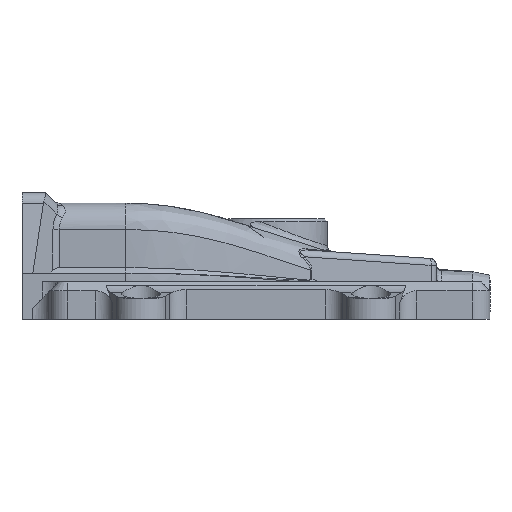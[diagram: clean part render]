
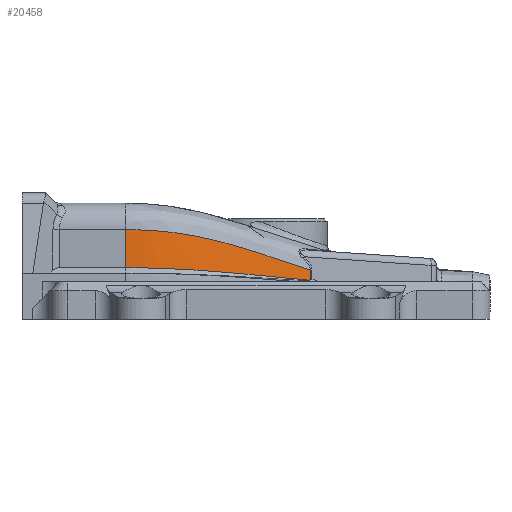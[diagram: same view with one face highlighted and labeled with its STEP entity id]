
A CAD part, left-side view. The second image highlights one B-rep face of the part: STEP entity #20458.
In plain terms, the highlighted free-form (B-spline) face has degree [3, 3] with [4, 6] control points.
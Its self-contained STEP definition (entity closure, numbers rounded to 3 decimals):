
#133=B_SPLINE_SURFACE_WITH_KNOTS('',3,3,((#31173,#31174,#31175,#31176,#31177,
#31178),(#31179,#31180,#31181,#31182,#31183,#31184),(#31185,#31186,#31187,
#31188,#31189,#31190),(#31191,#31192,#31193,#31194,#31195,#31196)),
 .UNSPECIFIED.,.F.,.F.,.F.,(4,4),(4,1,1,4),(0.296,0.939),
(0.,0.166,0.331,0.58),
 .UNSPECIFIED.);
#901=B_SPLINE_CURVE_WITH_KNOTS('',3,(#29677,#29678,#29679,#29680),
 .UNSPECIFIED.,.F.,.F.,(4,4),(-0.313,-0.049),
 .UNSPECIFIED.);
#906=B_SPLINE_CURVE_WITH_KNOTS('',3,(#29743,#29744,#29745,#29746,#29747,
#29748),.UNSPECIFIED.,.F.,.F.,(4,2,4),(0.,0.072,0.092),
 .UNSPECIFIED.);
#941=B_SPLINE_CURVE_WITH_KNOTS('',3,(#30456,#30457,#30458,#30459,#30460,
#30461,#30462,#30463),.UNSPECIFIED.,.F.,.F.,(4,1,1,1,1,4),(0.,0.888,
1.776,2.664,4.44,5.505),
 .UNSPECIFIED.);
#976=B_SPLINE_CURVE_WITH_KNOTS('',3,(#31164,#31165,#31166,#31167,#31168,
#31169,#31170,#31171),.UNSPECIFIED.,.F.,.F.,(4,2,2,4),(-6.083,
-5.097,-2.109,0.),.UNSPECIFIED.);
#1843=FACE_OUTER_BOUND('',#3059,.T.);
#3059=EDGE_LOOP('',(#14044,#14045,#14046,#14047,#14048));
#4869=LINE('',#31197,#6573);
#6573=VECTOR('',#23676,10.);
#8321=VERTEX_POINT('',#29674);
#8322=VERTEX_POINT('',#29676);
#8323=VERTEX_POINT('',#29722);
#8358=VERTEX_POINT('',#30454);
#8405=VERTEX_POINT('',#31163);
#10424=EDGE_CURVE('',#8321,#8322,#901,.T.);
#10429=EDGE_CURVE('',#8323,#8322,#906,.T.);
#10477=EDGE_CURVE('',#8358,#8321,#941,.T.);
#10559=EDGE_CURVE('',#8405,#8323,#976,.F.);
#10561=EDGE_CURVE('',#8358,#8405,#4869,.T.);
#14044=ORIENTED_EDGE('',*,*,#10424,.F.);
#14045=ORIENTED_EDGE('',*,*,#10477,.F.);
#14046=ORIENTED_EDGE('',*,*,#10561,.T.);
#14047=ORIENTED_EDGE('',*,*,#10559,.T.);
#14048=ORIENTED_EDGE('',*,*,#10429,.T.);
#20458=ADVANCED_FACE('',(#1843),#133,.T.);
#23676=DIRECTION('',(0.,0.,-1.));
#29674=CARTESIAN_POINT('',(36.207,48.449,9.955));
#29676=CARTESIAN_POINT('',(36.206,48.451,7.313));
#29677=CARTESIAN_POINT('Ctrl Pts',(36.207,48.449,9.955));
#29678=CARTESIAN_POINT('Ctrl Pts',(36.207,48.449,9.075));
#29679=CARTESIAN_POINT('Ctrl Pts',(36.206,48.45,8.194));
#29680=CARTESIAN_POINT('Ctrl Pts',(36.206,48.451,7.313));
#29722=CARTESIAN_POINT('',(35.768,49.292,7.196));
#29743=CARTESIAN_POINT('Ctrl Pts',(35.768,49.292,7.196));
#29744=CARTESIAN_POINT('Ctrl Pts',(35.88,49.079,7.177));
#29745=CARTESIAN_POINT('Ctrl Pts',(36.017,48.815,7.172));
#29746=CARTESIAN_POINT('Ctrl Pts',(36.152,48.555,7.256));
#29747=CARTESIAN_POINT('Ctrl Pts',(36.181,48.5,7.28));
#29748=CARTESIAN_POINT('Ctrl Pts',(36.206,48.451,7.313));
#30454=CARTESIAN_POINT('',(15.5,101.,21.55));
#30456=CARTESIAN_POINT('Ctrl Pts',(15.5,101.,21.55));
#30457=CARTESIAN_POINT('Ctrl Pts',(15.5,97.567,21.55));
#30458=CARTESIAN_POINT('Ctrl Pts',(16.181,90.634,21.222));
#30459=CARTESIAN_POINT('Ctrl Pts',(19.047,80.971,19.81));
#30460=CARTESIAN_POINT('Ctrl Pts',(24.26,69.52,17.077));
#30461=CARTESIAN_POINT('Ctrl Pts',(30.432,59.082,13.522));
#30462=CARTESIAN_POINT('Ctrl Pts',(34.702,51.358,10.896));
#30463=CARTESIAN_POINT('Ctrl Pts',(36.208,48.447,9.955));
#31163=CARTESIAN_POINT('',(15.5,101.,10.686));
#31164=CARTESIAN_POINT('Ctrl Pts',(35.768,49.292,7.196));
#31165=CARTESIAN_POINT('Ctrl Pts',(34.267,52.154,7.463));
#31166=CARTESIAN_POINT('Ctrl Pts',(32.722,54.915,7.731));
#31167=CARTESIAN_POINT('Ctrl Pts',(26.541,65.807,8.792));
#31168=CARTESIAN_POINT('Ctrl Pts',(21.974,73.49,9.564));
#31169=CARTESIAN_POINT('Ctrl Pts',(16.857,87.712,10.448));
#31170=CARTESIAN_POINT('Ctrl Pts',(15.5,93.97,10.686));
#31171=CARTESIAN_POINT('Ctrl Pts',(15.5,101.,10.686));
#31173=CARTESIAN_POINT('Ctrl Pts',(15.5,101.,21.55));
#31174=CARTESIAN_POINT('Ctrl Pts',(15.5,95.128,21.55));
#31175=CARTESIAN_POINT('Ctrl Pts',(17.416,84.34,20.704));
#31176=CARTESIAN_POINT('Ctrl Pts',(25.077,67.603,17.242));
#31177=CARTESIAN_POINT('Ctrl Pts',(32.268,56.058,13.877));
#31178=CARTESIAN_POINT('Ctrl Pts',(36.207,48.449,12.011));
#31179=CARTESIAN_POINT('Ctrl Pts',(15.5,101.,17.929));
#31180=CARTESIAN_POINT('Ctrl Pts',(15.5,95.128,17.929));
#31181=CARTESIAN_POINT('Ctrl Pts',(17.416,84.34,17.242));
#31182=CARTESIAN_POINT('Ctrl Pts',(25.077,67.603,14.434));
#31183=CARTESIAN_POINT('Ctrl Pts',(32.268,56.058,11.705));
#31184=CARTESIAN_POINT('Ctrl Pts',(36.207,48.449,10.192));
#31185=CARTESIAN_POINT('Ctrl Pts',(15.5,101.,14.307));
#31186=CARTESIAN_POINT('Ctrl Pts',(15.5,95.128,14.307));
#31187=CARTESIAN_POINT('Ctrl Pts',(17.416,84.34,13.779));
#31188=CARTESIAN_POINT('Ctrl Pts',(25.077,67.603,11.618));
#31189=CARTESIAN_POINT('Ctrl Pts',(32.268,56.058,9.518));
#31190=CARTESIAN_POINT('Ctrl Pts',(36.207,48.449,8.353));
#31191=CARTESIAN_POINT('Ctrl Pts',(15.5,101.,10.686));
#31192=CARTESIAN_POINT('Ctrl Pts',(15.5,95.128,10.686));
#31193=CARTESIAN_POINT('Ctrl Pts',(17.416,84.34,10.343));
#31194=CARTESIAN_POINT('Ctrl Pts',(25.077,67.603,8.941));
#31195=CARTESIAN_POINT('Ctrl Pts',(32.268,56.058,7.578));
#31196=CARTESIAN_POINT('Ctrl Pts',(36.207,48.449,6.823));
#31197=CARTESIAN_POINT('',(15.5,101.,6.9));
